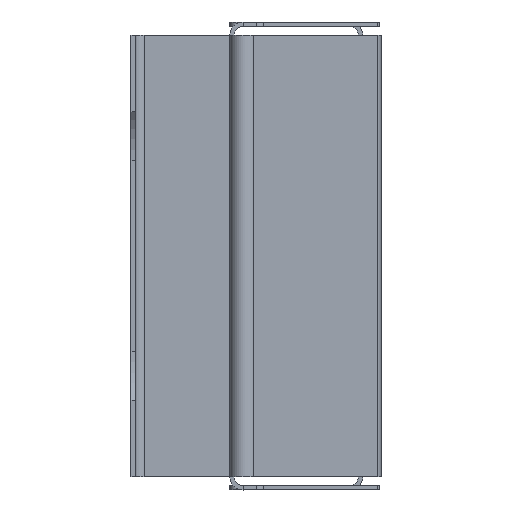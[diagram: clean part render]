
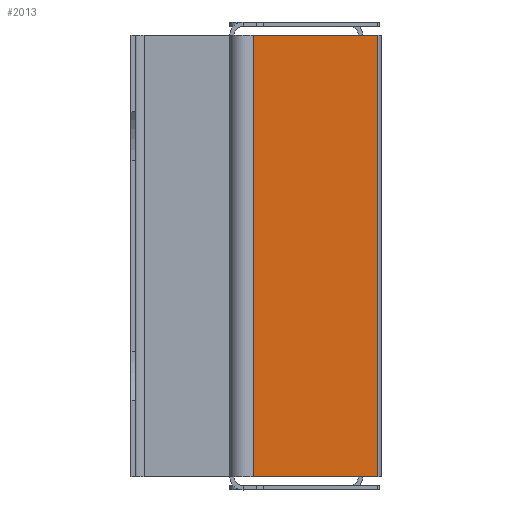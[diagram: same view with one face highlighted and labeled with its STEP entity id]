
A CAD part, left-side view. The second image highlights one B-rep face of the part: STEP entity #2013.
In plain terms, the highlighted planar face has unit normal (-0.643, -0.766, 0).
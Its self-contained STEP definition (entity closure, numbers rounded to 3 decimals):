
#12 = CARTESIAN_POINT ( 'NONE',  ( -26.964, -2.049, 25. ) ) ;
#245 = PLANE ( 'NONE',  #3997 ) ;
#411 = CARTESIAN_POINT ( 'NONE',  ( -10.14, -16.166, 25. ) ) ;
#565 = ORIENTED_EDGE ( 'NONE', *, *, #2814, .T. ) ;
#632 = VERTEX_POINT ( 'NONE', #1842 ) ;
#668 = EDGE_CURVE ( 'NONE', #1654, #4198, #905, .T. ) ;
#905 = LINE ( 'NONE', #1373, #2720 ) ;
#988 = CARTESIAN_POINT ( 'NONE',  ( -13.762, -13.127, 0. ) ) ;
#1014 = DIRECTION ( 'NONE',  ( 0., 0., 1. ) ) ;
#1167 = CARTESIAN_POINT ( 'NONE',  ( -26.964, -2.049, 25. ) ) ;
#1344 = DIRECTION ( 'NONE',  ( -0.766, 0.643, 0. ) ) ;
#1373 = CARTESIAN_POINT ( 'NONE',  ( -13.762, -13.127, 25. ) ) ;
#1479 = VECTOR ( 'NONE', #1815, 1000. ) ;
#1654 = VERTEX_POINT ( 'NONE', #411 ) ;
#1815 = DIRECTION ( 'NONE',  ( -0.766, 0.643, 0. ) ) ;
#1842 = CARTESIAN_POINT ( 'NONE',  ( -26.964, -2.049, -25. ) ) ;
#1948 = LINE ( 'NONE', #2827, #3658 ) ;
#2013 = ADVANCED_FACE ( 'NONE', ( #3372 ), #245, .F. ) ;
#2170 = DIRECTION ( 'NONE',  ( 0., 0., 1. ) ) ;
#2361 = EDGE_CURVE ( 'NONE', #632, #4198, #3929, .T. ) ;
#2631 = EDGE_LOOP ( 'NONE', ( #4363, #3517, #565, #4103 ) ) ;
#2720 = VECTOR ( 'NONE', #4250, 1000. ) ;
#2814 = EDGE_CURVE ( 'NONE', #2960, #1654, #1948, .T. ) ;
#2827 = CARTESIAN_POINT ( 'NONE',  ( -10.14, -16.166, -26. ) ) ;
#2947 = EDGE_CURVE ( 'NONE', #2960, #632, #3193, .T. ) ;
#2960 = VERTEX_POINT ( 'NONE', #4328 ) ;
#3193 = LINE ( 'NONE', #3988, #1479 ) ;
#3372 = FACE_OUTER_BOUND ( 'NONE', #2631, .T. ) ;
#3517 = ORIENTED_EDGE ( 'NONE', *, *, #2947, .F. ) ;
#3545 = DIRECTION ( 'NONE',  ( 0.643, 0.766, 0. ) ) ;
#3658 = VECTOR ( 'NONE', #1014, 1000. ) ;
#3820 = VECTOR ( 'NONE', #2170, 1000. ) ;
#3929 = LINE ( 'NONE', #12, #3820 ) ;
#3988 = CARTESIAN_POINT ( 'NONE',  ( -13.762, -13.127, -25. ) ) ;
#3997 = AXIS2_PLACEMENT_3D ( 'NONE', #988, #3545, #1344 ) ;
#4103 = ORIENTED_EDGE ( 'NONE', *, *, #668, .T. ) ;
#4198 = VERTEX_POINT ( 'NONE', #1167 ) ;
#4250 = DIRECTION ( 'NONE',  ( -0.766, 0.643, 0. ) ) ;
#4328 = CARTESIAN_POINT ( 'NONE',  ( -10.14, -16.166, -25. ) ) ;
#4363 = ORIENTED_EDGE ( 'NONE', *, *, #2361, .F. ) ;
